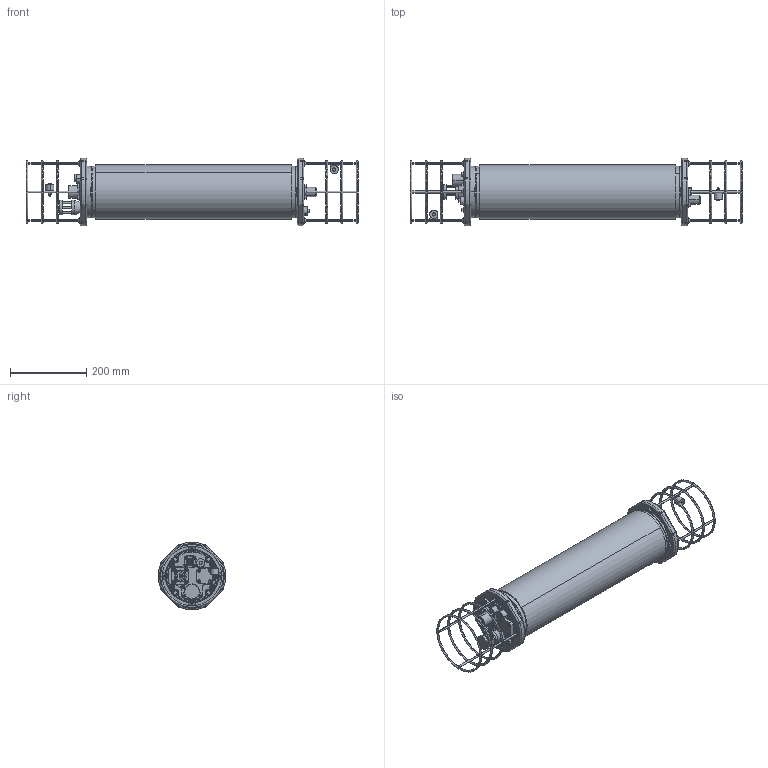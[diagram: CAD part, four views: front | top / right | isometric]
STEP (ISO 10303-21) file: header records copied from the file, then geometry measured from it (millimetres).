
FILE_DESCRIPTION (( 'STEP AP203' ), '1' );
FILE_NAME ('PAA01332-A (051118 - Preliminary).STEP', '2018-11-14T09:46:31', ( '' ), ( '' ), 'SwSTEP 2.0', 'SolidWorks 2016', '' );
FILE_SCHEMA (( 'CONFIG_CONTROL_DESIGN' ));
Length unit declared in the file: millimetre
Products named in the file (1): PAA01332-A (051118 - Preliminary)
Bounding box: 873 x 177.45 x 177.45 mm (x, y, z)
Volume: 9627264.5 mm3; surface area: 1102295.5 mm2
Topology: 132 solids, 132 shells, 2402 faces, 5566 edges, 3474 vertices
Faces by surface type: cylinder 1100, plane 750, cone 349, torus 179, sphere 24
Entity records: 70026 total; most frequent: CARTESIAN_POINT 13453, DIRECTION 12815, ORIENTED_EDGE 10972, EDGE_CURVE 5486, AXIS2_PLACEMENT_3D 5290, VERTEX_POINT 3474, CIRCLE 2887, EDGE_LOOP 2838
